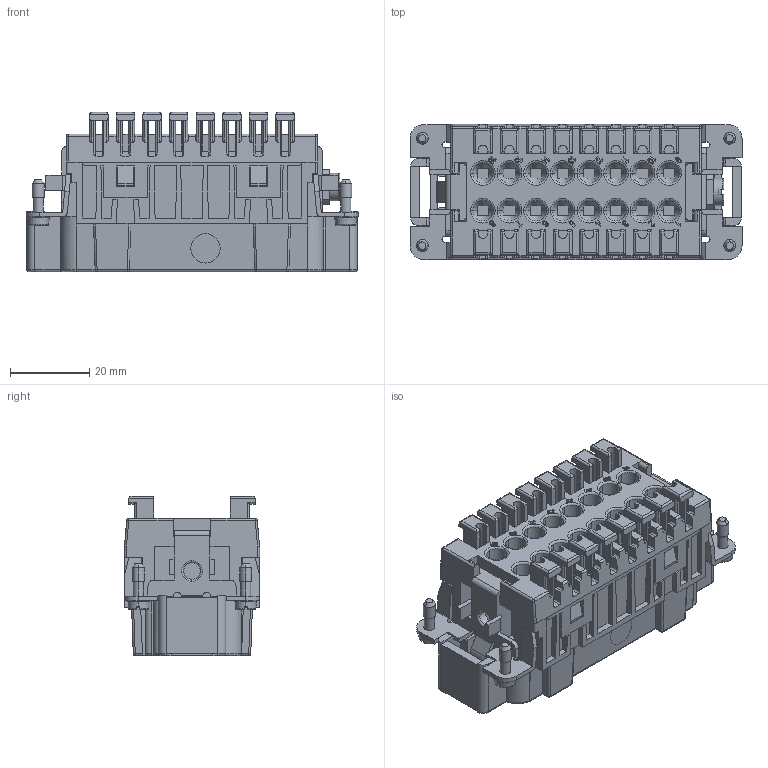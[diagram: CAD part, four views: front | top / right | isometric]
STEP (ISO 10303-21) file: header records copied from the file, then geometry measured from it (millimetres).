
FILE_DESCRIPTION(('Creo Elements/Direct Modeling STEP Export'),'2;1');
FILE_NAME('0ln7tug4qv79s635056','2019-05-30T14:39:34',(''),(''),'Creo Elements/Direct Modeling STEP processor for AP214 (Solid Model)','Creo Elements/Direct Modeling 20.1B 02-Apr-2019 (C) Parametric Technology GmbH','');
FILE_SCHEMA(('AUTOMOTIVE_DESIGN { 1 0 10303 214 1 1 1 1 }'));
Products named in the file (2): CSHM_16_S
Assembly tree (1 placements, depth 2):
  CSHM_16_S
    CSHM_16_S
Bounding box: 83.6 x 34 x 40.1 mm (x, y, z)
Volume: 48899.6 mm3; surface area: 30928.6 mm2
Topology: 1 solids, 1 shells, 2082 faces, 7301 edges, 5301 vertices
Faces by surface type: plane 1264, cylinder 557, cone 146, torus 97, sphere 18
Entity records: 100362 total; most frequent: CARTESIAN_POINT 21840, ORIENTED_EDGE 14574, DIRECTION 11285, EDGE_CURVE 7283, VECTOR 5323, LINE 5323, VERTEX_POINT 5301, AXIS2_PLACEMENT_3D 2981
